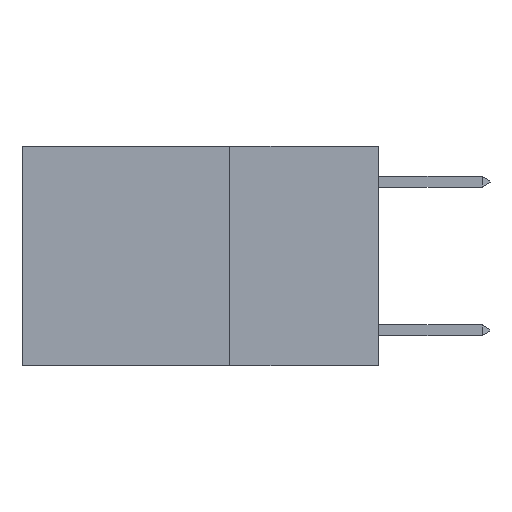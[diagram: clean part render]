
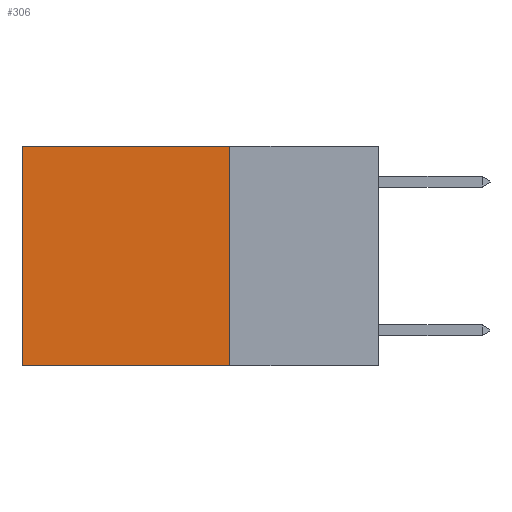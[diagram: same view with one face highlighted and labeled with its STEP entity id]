
A CAD part, left-side view. The second image highlights one B-rep face of the part: STEP entity #306.
In plain terms, the highlighted planar face has unit normal (-1, 0, 0).
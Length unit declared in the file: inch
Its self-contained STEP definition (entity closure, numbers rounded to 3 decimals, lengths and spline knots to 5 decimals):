
#6 = DIRECTION ( 'NONE',  ( 0., 1., 0. ) ) ;
#64 = VERTEX_POINT ( 'NONE', #11778 ) ;
#306 = ADVANCED_FACE ( 'NONE', ( #15708 ), #13647, .F. ) ;
#792 = VECTOR ( 'NONE', #13712, 39.37008 ) ;
#1650 = DIRECTION ( 'NONE',  ( 0., 0., -1. ) ) ;
#1785 = VECTOR ( 'NONE', #11384, 39.37008 ) ;
#2518 = CARTESIAN_POINT ( 'NONE',  ( 0.2625, 0.6, 0. ) ) ;
#3331 = EDGE_CURVE ( 'NONE', #64, #13318, #11812, .T. ) ;
#3775 = EDGE_CURVE ( 'NONE', #9407, #15406, #5723, .T. ) ;
#4420 = LINE ( 'NONE', #9749, #10533 ) ;
#5071 = ORIENTED_EDGE ( 'NONE', *, *, #16189, .F. ) ;
#5639 = ORIENTED_EDGE ( 'NONE', *, *, #3775, .F. ) ;
#5723 = LINE ( 'NONE', #10310, #13782 ) ;
#6562 = DIRECTION ( 'NONE',  ( 0., 0., -1. ) ) ;
#9002 = DIRECTION ( 'NONE',  ( 1., 0., 0. ) ) ;
#9066 = ORIENTED_EDGE ( 'NONE', *, *, #12501, .T. ) ;
#9407 = VERTEX_POINT ( 'NONE', #12023 ) ;
#9749 = CARTESIAN_POINT ( 'NONE',  ( 0.2625, 0.25, 0. ) ) ;
#9980 = CARTESIAN_POINT ( 'NONE',  ( 0.2625, 0.25, -0.37 ) ) ;
#10310 = CARTESIAN_POINT ( 'NONE',  ( 0.2625, 0.25, 0. ) ) ;
#10533 = VECTOR ( 'NONE', #6, 39.37008 ) ;
#11384 = DIRECTION ( 'NONE',  ( 0., 0., -1. ) ) ;
#11439 = CARTESIAN_POINT ( 'NONE',  ( 0.2625, 0.25, -0.37 ) ) ;
#11577 = LINE ( 'NONE', #9980, #792 ) ;
#11778 = CARTESIAN_POINT ( 'NONE',  ( 0.2625, 0.6, 0. ) ) ;
#11812 = LINE ( 'NONE', #2518, #1785 ) ;
#12023 = CARTESIAN_POINT ( 'NONE',  ( 0.2625, 0.25, 0. ) ) ;
#12501 = EDGE_CURVE ( 'NONE', #9407, #64, #4420, .T. ) ;
#13318 = VERTEX_POINT ( 'NONE', #16219 ) ;
#13647 = PLANE ( 'NONE',  #15693 ) ;
#13712 = DIRECTION ( 'NONE',  ( 0., 1., 0. ) ) ;
#13782 = VECTOR ( 'NONE', #1650, 39.37008 ) ;
#14211 = ORIENTED_EDGE ( 'NONE', *, *, #3331, .T. ) ;
#14913 = CARTESIAN_POINT ( 'NONE',  ( 0.2625, 0.25, 0. ) ) ;
#15406 = VERTEX_POINT ( 'NONE', #11439 ) ;
#15693 = AXIS2_PLACEMENT_3D ( 'NONE', #14913, #9002, #6562 ) ;
#15708 = FACE_OUTER_BOUND ( 'NONE', #15907, .T. ) ;
#15907 = EDGE_LOOP ( 'NONE', ( #14211, #5071, #5639, #9066 ) ) ;
#16189 = EDGE_CURVE ( 'NONE', #15406, #13318, #11577, .T. ) ;
#16219 = CARTESIAN_POINT ( 'NONE',  ( 0.2625, 0.6, -0.37 ) ) ;
